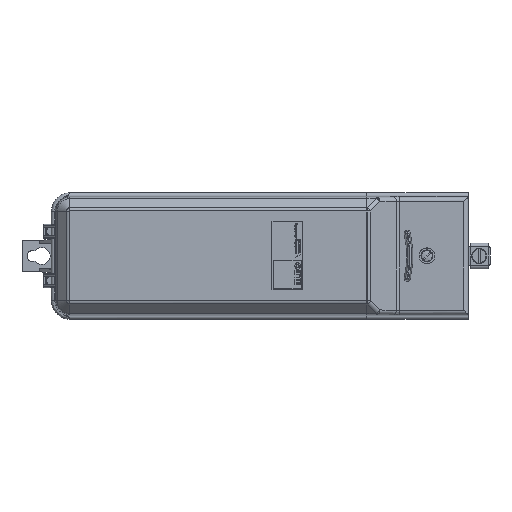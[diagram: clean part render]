
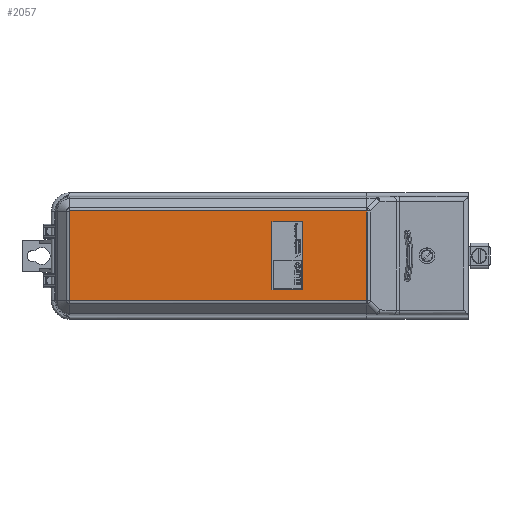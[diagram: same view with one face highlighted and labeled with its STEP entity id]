
A CAD part, top view. The second image highlights one B-rep face of the part: STEP entity #2057.
In plain terms, the highlighted planar face has unit normal (0, 0, 1).
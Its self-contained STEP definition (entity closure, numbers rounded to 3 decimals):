
#2057 = ADVANCED_FACE( '', ( #4487 ), #4488, .T. );
#4487 = FACE_OUTER_BOUND( '', #13391, .T. );
#4488 = PLANE( '', #13392 );
#13391 = EDGE_LOOP( '', ( #20411, #20412, #20413, #20414, #20415, #20416 ) );
#13392 = AXIS2_PLACEMENT_3D( '', #20417, #20418, #20419 );
#20411 = ORIENTED_EDGE( '', *, *, #26230, .F. );
#20412 = ORIENTED_EDGE( '', *, *, #25284, .F. );
#20413 = ORIENTED_EDGE( '', *, *, #25622, .T. );
#20414 = ORIENTED_EDGE( '', *, *, #26231, .F. );
#20415 = ORIENTED_EDGE( '', *, *, #25813, .F. );
#20416 = ORIENTED_EDGE( '', *, *, #25647, .F. );
#20417 = CARTESIAN_POINT( '', ( -270.8, -29.173, 75.49 ) );
#20418 = DIRECTION( '', ( 0., 0., 1. ) );
#20419 = DIRECTION( '', ( 0., 1., 0. ) );
#25284 = EDGE_CURVE( '', #29526, #29528, #29529, .T. );
#25622 = EDGE_CURVE( '', #29526, #30034, #30036, .T. );
#25647 = EDGE_CURVE( '', #30071, #30072, #30073, .T. );
#25813 = EDGE_CURVE( '', #30072, #30302, #30303, .T. );
#26230 = EDGE_CURVE( '', #29528, #30071, #30846, .T. );
#26231 = EDGE_CURVE( '', #30302, #30034, #30847, .T. );
#29526 = VERTEX_POINT( '', #37186 );
#29528 = VERTEX_POINT( '', #37228 );
#29529 = CIRCLE( '', #37229, 0.423 );
#30034 = VERTEX_POINT( '', #38222 );
#30036 = LINE( '', #38224, #38225 );
#30071 = VERTEX_POINT( '', #38295 );
#30072 = VERTEX_POINT( '', #38296 );
#30073 = CIRCLE( '', #38297, 0.423 );
#30302 = VERTEX_POINT( '', #38815 );
#30303 = LINE( '', #38816, #38817 );
#30846 = LINE( '', #39922, #39923 );
#30847 = LINE( '', #39924, #39925 );
#37186 = CARTESIAN_POINT( '', ( -141.681, -29.173, 75.49 ) );
#37228 = CARTESIAN_POINT( '', ( -141.718, -29.001, 75.49 ) );
#37229 = AXIS2_PLACEMENT_3D( '', #42945, #42946, #42947 );
#38222 = CARTESIAN_POINT( '', ( 51.7, -29.173, 75.49 ) );
#38224 = CARTESIAN_POINT( '', ( -270.8, -29.173, 75.49 ) );
#38225 = VECTOR( '', #43281, 1000. );
#38295 = CARTESIAN_POINT( '', ( -141.718, 29.001, 75.49 ) );
#38296 = CARTESIAN_POINT( '', ( -141.681, 29.173, 75.49 ) );
#38297 = AXIS2_PLACEMENT_3D( '', #43304, #43305, #43306 );
#38815 = CARTESIAN_POINT( '', ( 51.7, 29.173, 75.49 ) );
#38816 = CARTESIAN_POINT( '', ( -270.8, 29.173, 75.49 ) );
#38817 = VECTOR( '', #43473, 1000. );
#39922 = CARTESIAN_POINT( '', ( -141.718, 30.416, 75.49 ) );
#39923 = VECTOR( '', #43827, 1000. );
#39924 = CARTESIAN_POINT( '', ( 51.7, -29.173, 75.49 ) );
#39925 = VECTOR( '', #43828, 1000. );
#42945 = CARTESIAN_POINT( '', ( -141.295, -29., 75.49 ) );
#42946 = DIRECTION( '', ( 0., 0., -1. ) );
#42947 = DIRECTION( '', ( -0.913, -0.409, 0. ) );
#43281 = DIRECTION( '', ( 1., 0., 0. ) );
#43304 = CARTESIAN_POINT( '', ( -141.295, 29., 75.49 ) );
#43305 = DIRECTION( '', ( 0., 0., -1. ) );
#43306 = DIRECTION( '', ( -1., 0.002, 0. ) );
#43473 = DIRECTION( '', ( 1., 0., 0. ) );
#43827 = DIRECTION( '', ( 0., 1., 0. ) );
#43828 = DIRECTION( '', ( 0., -1., 0. ) );
